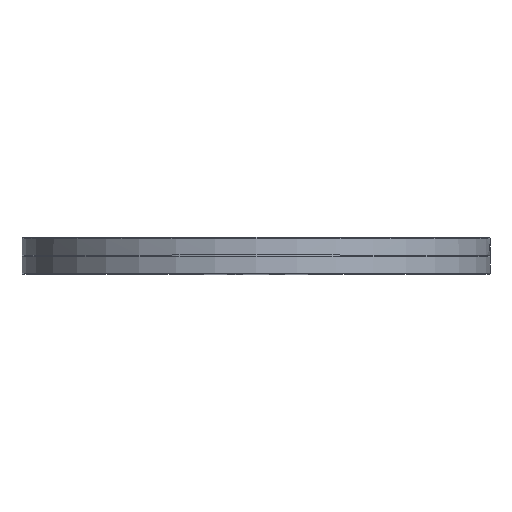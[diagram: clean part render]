
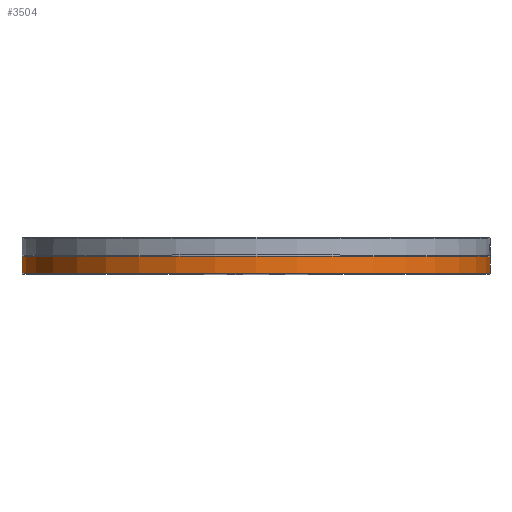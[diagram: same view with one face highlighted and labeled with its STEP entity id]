
A CAD part, top view. The second image highlights one B-rep face of the part: STEP entity #3504.
In plain terms, the highlighted cylindrical face has radius 184.15 mm (diameter 368.3 mm), a full revolution.
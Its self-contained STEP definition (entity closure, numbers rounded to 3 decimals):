
#179=CYLINDRICAL_SURFACE('',#3761,184.15);
#344=FACE_OUTER_BOUND('',#578,.T.);
#578=EDGE_LOOP('',(#2387,#2388,#2389,#2390,#2391,#2392));
#819=LINE('',#5212,#1032);
#1032=VECTOR('',#4205,184.15);
#1244=CIRCLE('',#3725,184.15);
#1245=CIRCLE('',#3726,184.15);
#1279=CIRCLE('',#3762,184.15);
#1280=CIRCLE('',#3763,184.15);
#1457=VERTEX_POINT('',#5135);
#1458=VERTEX_POINT('',#5136);
#1492=VERTEX_POINT('',#5208);
#1493=VERTEX_POINT('',#5209);
#1807=EDGE_CURVE('',#1457,#1458,#1244,.T.);
#1808=EDGE_CURVE('',#1458,#1457,#1245,.T.);
#1843=EDGE_CURVE('',#1492,#1493,#1279,.T.);
#1844=EDGE_CURVE('',#1493,#1492,#1280,.T.);
#1845=EDGE_CURVE('',#1493,#1458,#819,.T.);
#2387=ORIENTED_EDGE('',*,*,#1843,.F.);
#2388=ORIENTED_EDGE('',*,*,#1844,.F.);
#2389=ORIENTED_EDGE('',*,*,#1845,.T.);
#2390=ORIENTED_EDGE('',*,*,#1807,.F.);
#2391=ORIENTED_EDGE('',*,*,#1808,.F.);
#2392=ORIENTED_EDGE('',*,*,#1845,.F.);
#3504=ADVANCED_FACE('',(#344),#179,.T.);
#3725=AXIS2_PLACEMENT_3D('',#5137,#4126,#4127);
#3726=AXIS2_PLACEMENT_3D('',#5138,#4128,#4129);
#3761=AXIS2_PLACEMENT_3D('',#5207,#4199,#4200);
#3762=AXIS2_PLACEMENT_3D('',#5210,#4201,#4202);
#3763=AXIS2_PLACEMENT_3D('',#5211,#4203,#4204);
#4126=DIRECTION('center_axis',(0.,-1.,0.));
#4127=DIRECTION('ref_axis',(1.,0.,0.));
#4128=DIRECTION('center_axis',(0.,-1.,0.));
#4129=DIRECTION('ref_axis',(1.,0.,0.));
#4199=DIRECTION('center_axis',(0.,1.,0.));
#4200=DIRECTION('ref_axis',(-1.,0.,0.));
#4201=DIRECTION('center_axis',(0.,1.,0.));
#4202=DIRECTION('ref_axis',(1.,0.,0.));
#4203=DIRECTION('center_axis',(0.,1.,0.));
#4204=DIRECTION('ref_axis',(1.,0.,0.));
#4205=DIRECTION('',(0.,-1.,0.));
#5135=CARTESIAN_POINT('',(-184.15,0.5,0.));
#5136=CARTESIAN_POINT('',(184.15,0.5,0.));
#5137=CARTESIAN_POINT('Origin',(0.,0.5,0.));
#5138=CARTESIAN_POINT('Origin',(0.,0.5,0.));
#5207=CARTESIAN_POINT('Origin',(0.,6.881,0.));
#5208=CARTESIAN_POINT('',(0.,13.763,-184.15));
#5209=CARTESIAN_POINT('',(184.15,13.763,0.));
#5210=CARTESIAN_POINT('Origin',(0.,13.763,0.));
#5211=CARTESIAN_POINT('Origin',(0.,13.763,0.));
#5212=CARTESIAN_POINT('',(184.15,6.881,0.));
